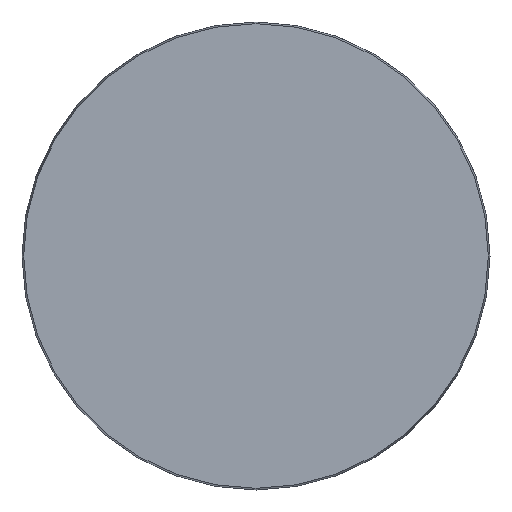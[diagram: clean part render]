
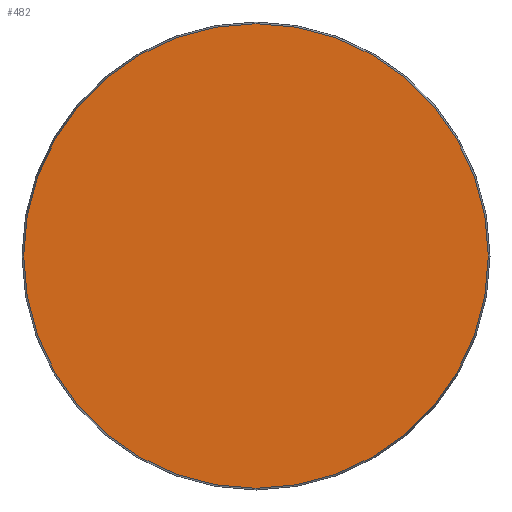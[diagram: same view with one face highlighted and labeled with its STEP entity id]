
A CAD part, front view. The second image highlights one B-rep face of the part: STEP entity #482.
In plain terms, the highlighted planar face has unit normal (0, -1, 0).
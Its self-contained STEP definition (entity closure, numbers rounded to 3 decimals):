
#77 = CARTESIAN_POINT ( 'NONE',  ( 0., 0., -78.425 ) ) ;
#84 = DIRECTION ( 'NONE',  ( 0., 1., 0. ) ) ;
#87 = PLANE ( 'NONE',  #270 ) ;
#89 = EDGE_LOOP ( 'NONE', ( #180 ) ) ;
#110 = DIRECTION ( 'NONE',  ( 0., 0., -1. ) ) ;
#180 = ORIENTED_EDGE ( 'NONE', *, *, #382, .T. ) ;
#185 = CARTESIAN_POINT ( 'NONE',  ( 0., 0., 0. ) ) ;
#270 = AXIS2_PLACEMENT_3D ( 'NONE', #360, #84, #417 ) ;
#284 = VERTEX_POINT ( 'NONE', #77 ) ;
#288 = AXIS2_PLACEMENT_3D ( 'NONE', #185, #441, #110 ) ;
#289 = FACE_OUTER_BOUND ( 'NONE', #89, .T. ) ;
#360 = CARTESIAN_POINT ( 'NONE',  ( -78.425, 0., 0. ) ) ;
#382 = EDGE_CURVE ( 'NONE', #284, #284, #528, .T. ) ;
#417 = DIRECTION ( 'NONE',  ( 0., 0., 1. ) ) ;
#441 = DIRECTION ( 'NONE',  ( 0., -1., 0. ) ) ;
#482 = ADVANCED_FACE ( 'NONE', ( #289 ), #87, .F. ) ;
#528 = CIRCLE ( 'NONE', #288, 78.425 ) ;
